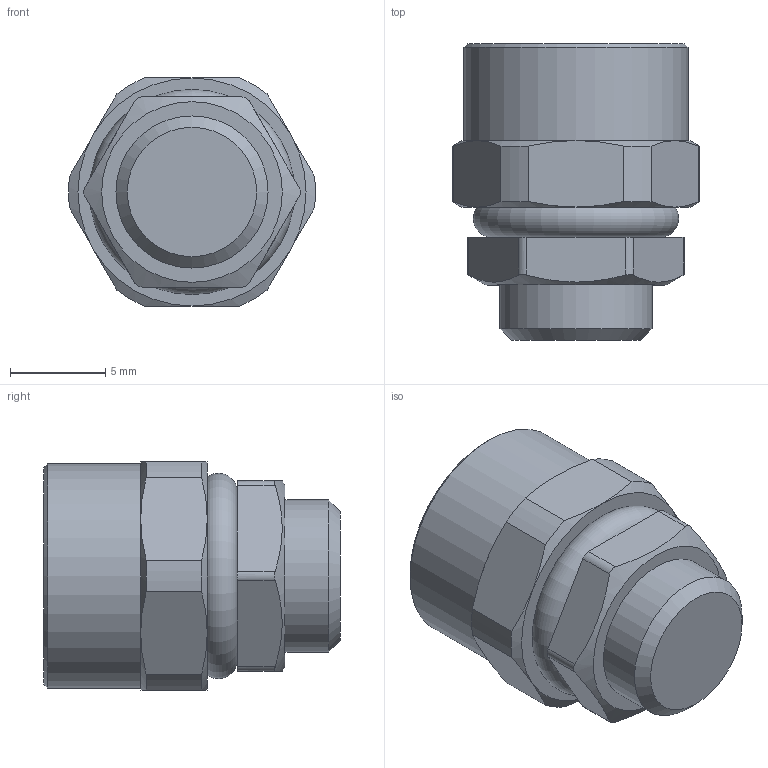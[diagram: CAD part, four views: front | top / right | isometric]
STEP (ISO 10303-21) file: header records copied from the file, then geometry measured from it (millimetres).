
FILE_DESCRIPTION(/* description */ (''),/* implementation_level */ '2;1');
FILE_NAME(/* name */ '',/* time_stamp */ '2024-02-19T15:51:56+07:00',/* author */ ('zeta-09'),/* organization */ (''),/* preprocessor_version */ 'ST-DEVELOPER v19.2',/* originating_system */ 'Autodesk Inventor 2024',/* authorisation */ '');
FILE_SCHEMA (('AUTOMOTIVE_DESIGN { 1 0 10303 214 3 1 1 }'));
Length unit declared in the file: millimetre
Products named in the file (1): Деталь2
Bounding box: 12.99 x 15.6 x 12 mm (x, y, z)
Volume: 1477 mm3; surface area: 801.3 mm2
Topology: 1 solids, 1 shells, 48 faces, 114 edges, 72 vertices
Faces by surface type: plane 18, cone 15, cylinder 14, torus 1
Full cylindrical faces by diameter (mm): 8 x1, 11.8 x1
Entity records: 1504 total; most frequent: CARTESIAN_POINT 350, ORIENTED_EDGE 228, DIRECTION 217, EDGE_CURVE 114, AXIS2_PLACEMENT_3D 91, VERTEX_POINT 72, EDGE_LOOP 52, STYLED_ITEM 49
